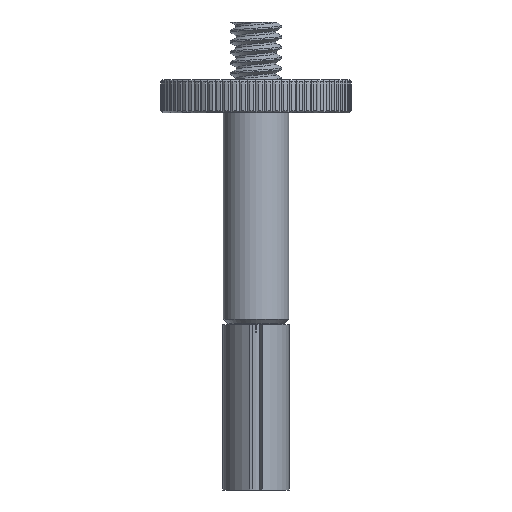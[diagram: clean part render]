
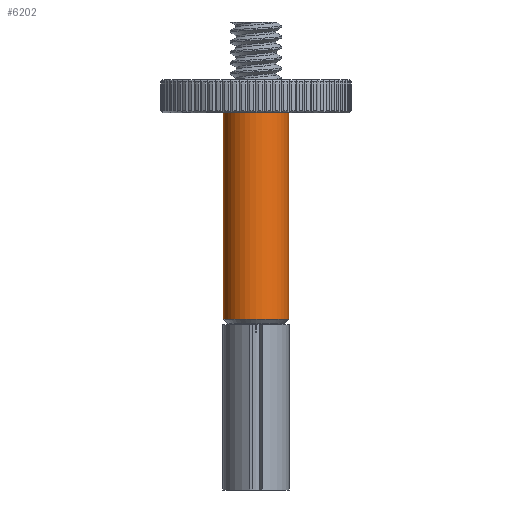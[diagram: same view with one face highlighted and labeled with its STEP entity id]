
A CAD part, front view. The second image highlights one B-rep face of the part: STEP entity #6202.
In plain terms, the highlighted cylindrical face has radius 3.95 mm (diameter 7.9 mm), a full revolution.
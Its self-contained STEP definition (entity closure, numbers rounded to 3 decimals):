
#579=LINE('',#13792,#895);
#895=VECTOR('',#7251,3.95);
#1176=CIRCLE('',#6569,3.95);
#1182=CIRCLE('',#6579,3.95);
#1363=CYLINDRICAL_SURFACE('',#6578,3.95);
#1551=FACE_OUTER_BOUND('',#1898,.T.);
#1898=EDGE_LOOP('',(#4575,#4576,#4577,#4578));
#2515=VERTEX_POINT('',#12296);
#2560=VERTEX_POINT('',#13791);
#3270=EDGE_CURVE('',#2515,#2515,#1176,.T.);
#3321=EDGE_CURVE('',#2515,#2560,#579,.T.);
#3322=EDGE_CURVE('',#2560,#2560,#1182,.T.);
#4575=ORIENTED_EDGE('',*,*,#3270,.F.);
#4576=ORIENTED_EDGE('',*,*,#3321,.T.);
#4577=ORIENTED_EDGE('',*,*,#3322,.F.);
#4578=ORIENTED_EDGE('',*,*,#3321,.F.);
#6202=ADVANCED_FACE('',(#1551),#1363,.T.);
#6569=AXIS2_PLACEMENT_3D('',#12297,#7229,#7230);
#6578=AXIS2_PLACEMENT_3D('',#13790,#7249,#7250);
#6579=AXIS2_PLACEMENT_3D('',#13793,#7252,#7253);
#7229=DIRECTION('center_axis',(0.,0.,1.));
#7230=DIRECTION('ref_axis',(-1.,0.,0.));
#7249=DIRECTION('center_axis',(0.,0.,1.));
#7250=DIRECTION('ref_axis',(-1.,0.,0.));
#7251=DIRECTION('',(0.,0.,-1.));
#7252=DIRECTION('center_axis',(0.,0.,-1.));
#7253=DIRECTION('ref_axis',(-1.,0.,0.));
#12296=CARTESIAN_POINT('',(3.95,-132.441,35.6));
#12297=CARTESIAN_POINT('Origin',(0.,-132.441,
35.6));
#13790=CARTESIAN_POINT('Origin',(0.,-132.441,
10.1));
#13791=CARTESIAN_POINT('',(3.95,-132.441,10.65));
#13792=CARTESIAN_POINT('',(3.95,-132.441,10.1));
#13793=CARTESIAN_POINT('Origin',(0.,-132.441,
10.65));
